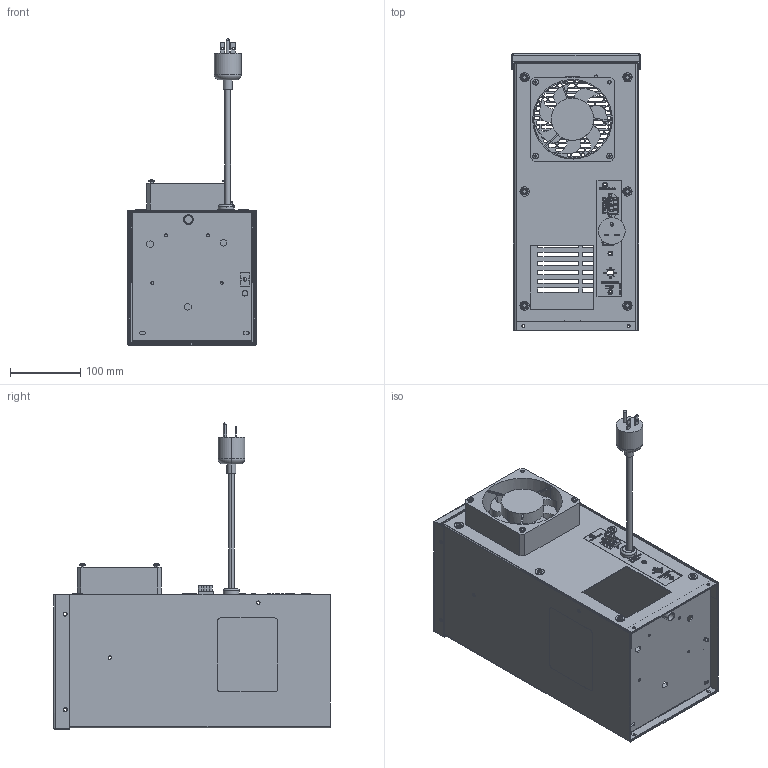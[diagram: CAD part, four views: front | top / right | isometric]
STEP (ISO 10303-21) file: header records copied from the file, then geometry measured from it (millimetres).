
FILE_DESCRIPTION (( 'STEP AP203' ), '1' );
FILE_NAME ('13383144158_Default.step', '2025-03-21T19:49:00', ( 'Windows User' ), ( 'AUTOMATION DIRECT' ), 'SwSTEP 2.0', 'SolidWorks 2024', '' );
FILE_SCHEMA (( 'CONFIG_CONTROL_DESIGN' ));
Products named in the file (1): 13383144158_Default
Bounding box: 182.06 x 392.71 x 434.74 mm (x, y, z)
Volume: 880209.1 mm3; surface area: 934871.5 mm2
Topology: 28 solids, 28 shells, 3064 faces, 8144 edges, 5314 vertices
Faces by surface type: plane 1547, cylinder 697, bspline 675, cone 82, torus 49, sphere 14
Entity records: 130841 total; most frequent: CARTESIAN_POINT 57804, ORIENTED_EDGE 16262, DIRECTION 12838, EDGE_CURVE 8131, VERTEX_POINT 5311, LINE 4910, VECTOR 4910, AXIS2_PLACEMENT_3D 3964
